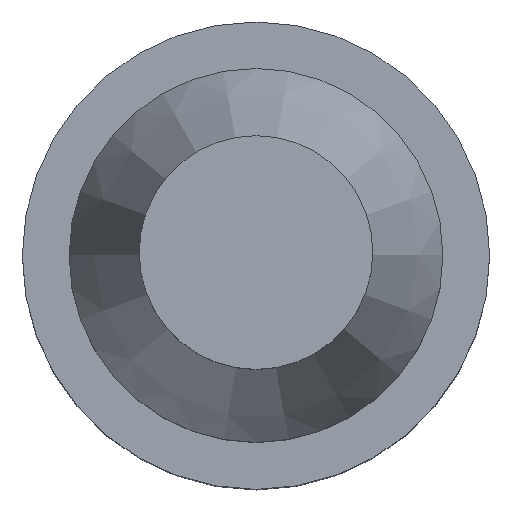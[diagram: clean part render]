
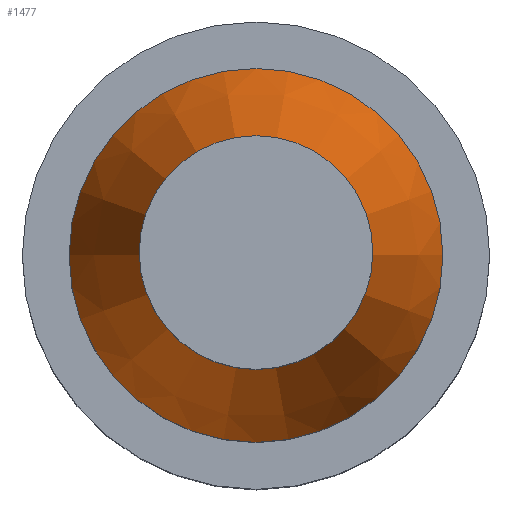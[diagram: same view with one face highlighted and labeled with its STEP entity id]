
A CAD part, top view. The second image highlights one B-rep face of the part: STEP entity #1477.
In plain terms, the highlighted conical face has half-angle 19.29 degrees and reference radius 10 mm.
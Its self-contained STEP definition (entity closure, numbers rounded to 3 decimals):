
#444=FACE_BOUND($,#638,.T.);
#537=FACE_OUTER_BOUND($,#637,.T.);
#637=EDGE_LOOP($,(#1320));
#638=EDGE_LOOP($,(#1321));
#674=CIRCLE($,#1555,4.75);
#675=CIRCLE($,#1557,10.);
#810=VERTEX_POINT($,#2631);
#811=VERTEX_POINT($,#2634);
#1001=EDGE_CURVE($,#810,#810,#674,.T.);
#1002=EDGE_CURVE($,#811,#811,#675,.T.);
#1320=ORIENTED_EDGE($,*,*,#1002,.F.);
#1321=ORIENTED_EDGE($,*,*,#1001,.T.);
#1396=CONICAL_SURFACE($,#1556,10.,19.29);
#1477=ADVANCED_FACE($,(#537,#444),#1396,.T.);
#1555=AXIS2_PLACEMENT_3D($,#2632,#1810,#1811);
#1556=AXIS2_PLACEMENT_3D($,#2633,#1812,#1813);
#1557=AXIS2_PLACEMENT_3D($,#2635,#1814,#1815);
#1810=DIRECTION('center_axis',(0.,0.,-1.));
#1811=DIRECTION('ref_axis',(-1.,0.,0.));
#1812=DIRECTION('center_axis',(0.,0.,-1.));
#1813=DIRECTION('ref_axis',(1.,0.,0.));
#1814=DIRECTION('center_axis',(0.,0.,-1.));
#1815=DIRECTION('ref_axis',(-1.,0.,0.));
#2631=CARTESIAN_POINT('',(-4.75,0.,42.));
#2632=CARTESIAN_POINT('Origin',(0.,0.,42.));
#2633=CARTESIAN_POINT('Origin',(0.,0.,27.));
#2634=CARTESIAN_POINT('',(10.,0.,27.));
#2635=CARTESIAN_POINT('Origin',(0.,0.,27.));
